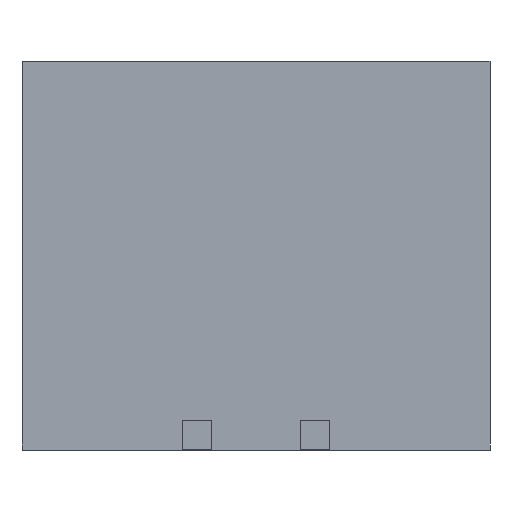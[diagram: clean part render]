
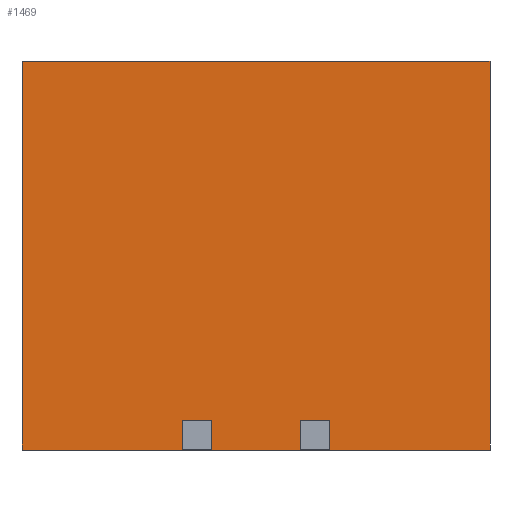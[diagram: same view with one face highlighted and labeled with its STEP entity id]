
A CAD part, top view. The second image highlights one B-rep face of the part: STEP entity #1469.
In plain terms, the highlighted planar face has unit normal (0, 0, 1).
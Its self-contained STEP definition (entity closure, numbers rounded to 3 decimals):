
#79=FACE_OUTER_BOUND('',#161,.T.);
#161=EDGE_LOOP('',(#1159,#1160,#1161,#1162));
#321=LINE('',#2247,#523);
#322=LINE('',#2250,#524);
#323=LINE('',#2252,#525);
#324=LINE('',#2253,#526);
#523=VECTOR('',#1837,1000.);
#524=VECTOR('',#1840,10.);
#525=VECTOR('',#1841,1000.);
#526=VECTOR('',#1842,1000.);
#688=VERTEX_POINT('',#2243);
#689=VERTEX_POINT('',#2245);
#690=VERTEX_POINT('',#2249);
#691=VERTEX_POINT('',#2251);
#859=EDGE_CURVE('',#688,#689,#321,.T.);
#860=EDGE_CURVE('',#690,#688,#322,.T.);
#861=EDGE_CURVE('',#691,#689,#323,.T.);
#862=EDGE_CURVE('',#690,#691,#324,.T.);
#1159=ORIENTED_EDGE('',*,*,#860,.T.);
#1160=ORIENTED_EDGE('',*,*,#859,.T.);
#1161=ORIENTED_EDGE('',*,*,#861,.F.);
#1162=ORIENTED_EDGE('',*,*,#862,.F.);
#1387=PLANE('',#1571);
#1469=ADVANCED_FACE('',(#79),#1387,.F.);
#1571=AXIS2_PLACEMENT_3D('',#2248,#1838,#1839);
#1837=DIRECTION('',(0.,1.,0.));
#1838=DIRECTION('center_axis',(0.,0.,-1.));
#1839=DIRECTION('ref_axis',(-1.,0.,0.));
#1840=DIRECTION('',(1.,0.,0.));
#1841=DIRECTION('',(1.,0.,0.));
#1842=DIRECTION('',(0.,1.,0.));
#2243=CARTESIAN_POINT('',(7.95,0.,3.975));
#2245=CARTESIAN_POINT('',(7.95,6.6,3.975));
#2247=CARTESIAN_POINT('',(7.95,6.6,3.975));
#2248=CARTESIAN_POINT('Origin',(0.,6.6,3.975));
#2249=CARTESIAN_POINT('',(0.,0.,3.975));
#2250=CARTESIAN_POINT('',(1.988,0.,3.975));
#2251=CARTESIAN_POINT('',(0.,6.6,3.975));
#2252=CARTESIAN_POINT('',(0.,6.6,3.975));
#2253=CARTESIAN_POINT('',(0.,6.6,3.975));
